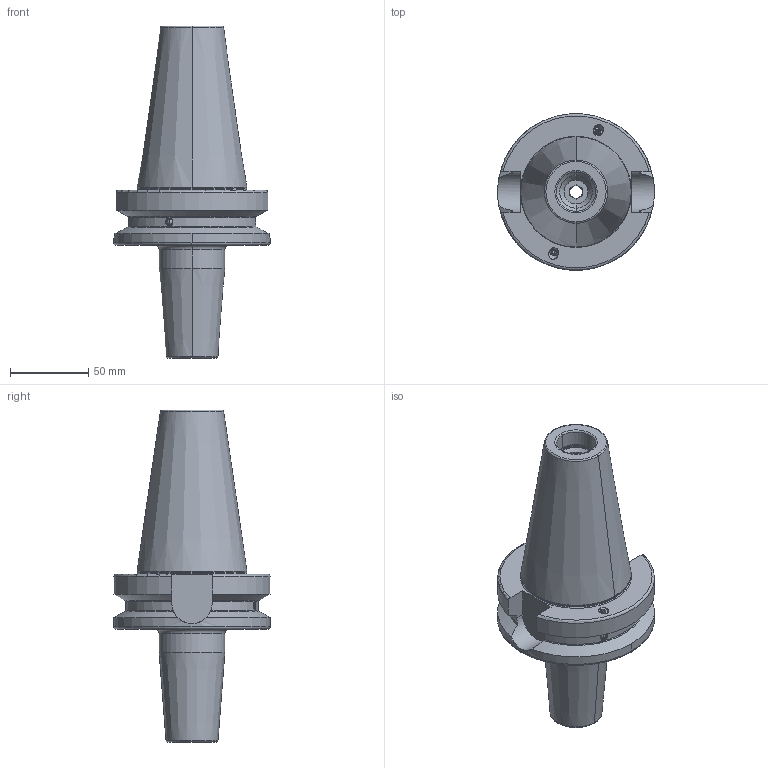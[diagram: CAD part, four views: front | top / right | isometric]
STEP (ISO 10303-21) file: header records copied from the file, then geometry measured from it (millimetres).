
FILE_DESCRIPTION((''),'2;1');
FILE_NAME('506_71_20','2020-09-24T',('101107'),(''),'CREO PARAMETRIC BY PTC INC, 2016260','CREO PARAMETRIC BY PTC INC, 2016260','');
FILE_SCHEMA(('CONFIG_CONTROL_DESIGN'));
Length unit declared in the file: millimetre
Products named in the file (1): 506_71_20
Bounding box: 100 x 100 x 211.8 mm (x, y, z)
Volume: 508223.9 mm3; surface area: 67308.9 mm2
Topology: 1 solids, 5 shells, 251 faces, 558 edges, 314 vertices
Faces by surface type: cone 102, cylinder 64, plane 51, torus 26, sphere 8
Entity records: 7348 total; most frequent: CARTESIAN_POINT 1822, DIRECTION 1226, ORIENTED_EDGE 1084, EDGE_CURVE 542, AXIS2_PLACEMENT_3D 504, VERTEX_POINT 314, EDGE_LOOP 270, FACE_OUTER_BOUND 251
